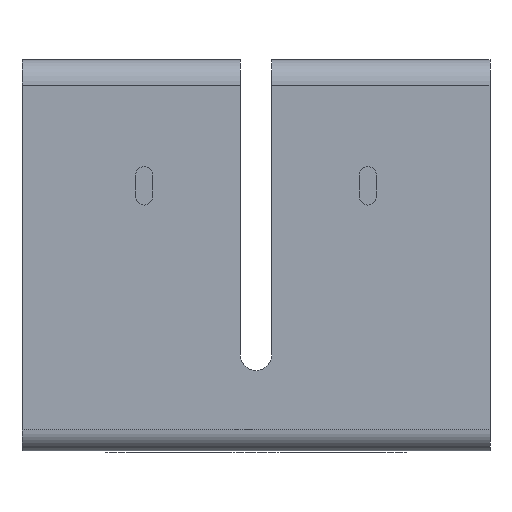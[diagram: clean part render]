
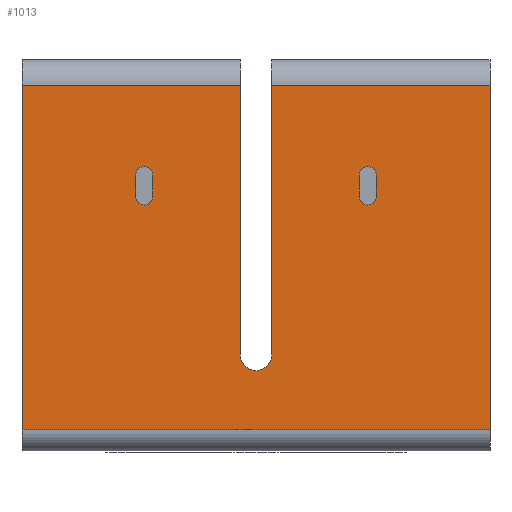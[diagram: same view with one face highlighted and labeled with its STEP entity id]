
A CAD part, front view. The second image highlights one B-rep face of the part: STEP entity #1013.
In plain terms, the highlighted planar face has unit normal (0, -1, 0).
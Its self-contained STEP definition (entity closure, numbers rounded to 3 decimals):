
#59=PLANE('',#1081);
#99=FACE_OUTER_BOUND('',#145,.T.);
#145=EDGE_LOOP('',(#834,#835,#836,#837,#838,#839,#840,#841));
#183=LINE('',#1469,#293);
#184=LINE('',#1472,#294);
#218=LINE('',#1565,#328);
#229=LINE('',#1589,#339);
#230=LINE('',#1595,#340);
#231=LINE('',#1598,#341);
#232=LINE('',#1599,#342);
#293=VECTOR('',#1167,3.65);
#294=VECTOR('',#1170,1.);
#328=VECTOR('',#1246,1.);
#339=VECTOR('',#1267,1.);
#340=VECTOR('',#1276,1.);
#341=VECTOR('',#1279,1.);
#342=VECTOR('',#1280,1.);
#412=CIRCLE('',#1082,2.25);
#450=VERTEX_POINT('',#1465);
#451=VERTEX_POINT('',#1467);
#452=VERTEX_POINT('',#1471);
#489=VERTEX_POINT('',#1562);
#490=VERTEX_POINT('',#1564);
#498=VERTEX_POINT('',#1588);
#499=VERTEX_POINT('',#1594);
#500=VERTEX_POINT('',#1596);
#579=EDGE_CURVE('',#451,#450,#183,.T.);
#580=EDGE_CURVE('',#452,#450,#184,.T.);
#627=EDGE_CURVE('',#489,#490,#218,.T.);
#639=EDGE_CURVE('',#498,#490,#229,.T.);
#642=EDGE_CURVE('',#499,#451,#230,.T.);
#643=EDGE_CURVE('',#500,#499,#412,.T.);
#644=EDGE_CURVE('',#500,#498,#231,.T.);
#645=EDGE_CURVE('',#452,#489,#232,.T.);
#834=ORIENTED_EDGE('',*,*,#580,.T.);
#835=ORIENTED_EDGE('',*,*,#579,.F.);
#836=ORIENTED_EDGE('',*,*,#642,.F.);
#837=ORIENTED_EDGE('',*,*,#643,.F.);
#838=ORIENTED_EDGE('',*,*,#644,.T.);
#839=ORIENTED_EDGE('',*,*,#639,.T.);
#840=ORIENTED_EDGE('',*,*,#627,.F.);
#841=ORIENTED_EDGE('',*,*,#645,.F.);
#1013=ADVANCED_FACE('',(#99),#59,.T.);
#1081=AXIS2_PLACEMENT_3D('',#1593,#1274,#1275);
#1082=AXIS2_PLACEMENT_3D('',#1597,#1277,#1278);
#1167=DIRECTION('',(1.,0.,0.));
#1170=DIRECTION('',(0.,0.,1.));
#1246=DIRECTION('',(0.,0.,1.));
#1267=DIRECTION('',(-1.,0.,0.));
#1274=DIRECTION('center_axis',(0.,-1.,0.));
#1275=DIRECTION('ref_axis',(0.,0.,1.));
#1276=DIRECTION('',(0.,0.,1.));
#1277=DIRECTION('center_axis',(0.,-1.,0.));
#1278=DIRECTION('ref_axis',(0.,0.,-1.));
#1279=DIRECTION('',(0.,0.,1.));
#1280=DIRECTION('',(-1.,0.,0.));
#1465=CARTESIAN_POINT('',(114.821,89.77,52.35));
#1467=CARTESIAN_POINT('',(83.571,89.77,52.35));
#1469=CARTESIAN_POINT('',(98.071,89.77,52.35));
#1471=CARTESIAN_POINT('',(114.821,89.77,3.));
#1472=CARTESIAN_POINT('',(114.821,89.77,26.086));
#1562=CARTESIAN_POINT('',(47.821,89.77,3.));
#1564=CARTESIAN_POINT('',(47.821,89.77,52.35));
#1565=CARTESIAN_POINT('',(47.821,89.77,27.675));
#1588=CARTESIAN_POINT('',(79.071,89.77,52.35));
#1589=CARTESIAN_POINT('',(64.571,89.77,52.35));
#1593=CARTESIAN_POINT('Origin',(47.821,89.77,0.));
#1594=CARTESIAN_POINT('',(83.571,89.77,13.75));
#1595=CARTESIAN_POINT('',(83.571,89.77,33.05));
#1596=CARTESIAN_POINT('',(79.071,89.77,13.75));
#1597=CARTESIAN_POINT('Origin',(81.321,89.77,13.75));
#1598=CARTESIAN_POINT('',(79.071,89.77,27.675));
#1599=CARTESIAN_POINT('',(64.571,89.77,3.));
